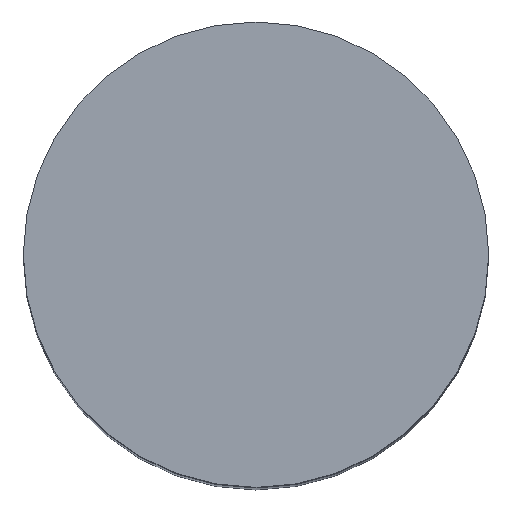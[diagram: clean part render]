
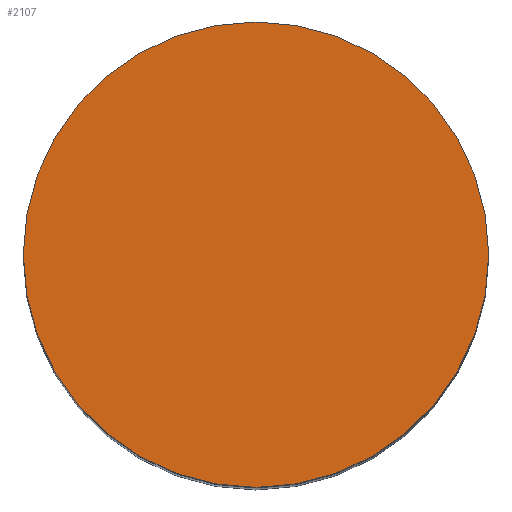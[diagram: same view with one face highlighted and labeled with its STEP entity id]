
A CAD part, top view. The second image highlights one B-rep face of the part: STEP entity #2107.
In plain terms, the highlighted planar face has unit normal (0, 0, 1).
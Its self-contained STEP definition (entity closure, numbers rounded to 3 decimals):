
#535=ORIENTED_EDGE('',*,*,#1164,.T.);
#1164=EDGE_CURVE('',#1482,#1482,#1670,.T.);
#1482=VERTEX_POINT('',#3560);
#1670=CIRCLE('',#2348,85.);
#1769=EDGE_LOOP('',(#535));
#1925=FACE_BOUND('',#1769,.T.);
#2060=PLANE('',#2349);
#2107=ADVANCED_FACE('',(#1925),#2060,.F.);
#2348=AXIS2_PLACEMENT_3D('',#3559,#2790,#2791);
#2349=AXIS2_PLACEMENT_3D('',#3561,#2792,#2793);
#2790=DIRECTION('',(0.,0.,1.));
#2791=DIRECTION('',(1.,0.,0.));
#2792=DIRECTION('',(0.,0.,-1.));
#2793=DIRECTION('',(-1.,0.,0.));
#3559=CARTESIAN_POINT('',(0.,0.,540.));
#3560=CARTESIAN_POINT('',(85.,0.,540.));
#3561=CARTESIAN_POINT('',(85.,0.,540.));
